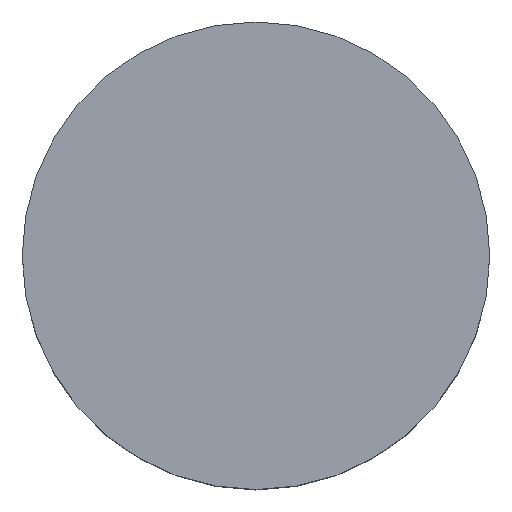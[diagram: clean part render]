
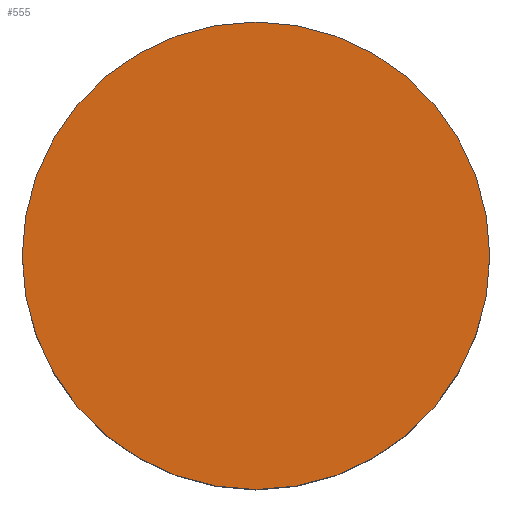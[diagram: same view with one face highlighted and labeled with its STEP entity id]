
A CAD part, top view. The second image highlights one B-rep face of the part: STEP entity #555.
In plain terms, the highlighted planar face has unit normal (0, 0, 1).
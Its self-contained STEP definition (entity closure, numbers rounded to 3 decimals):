
#216=CARTESIAN_POINT('',(0.,0.,42.));
#217=DIRECTION('',(0.,0.,1.));
#218=DIRECTION('',(1.,0.,0.));
#219=AXIS2_PLACEMENT_3D('',#216,#217,#218);
#221=CARTESIAN_POINT('',(0.,0.,42.));
#222=DIRECTION('',(0.,0.,1.));
#223=DIRECTION('',(-1.,0.,0.));
#224=AXIS2_PLACEMENT_3D('',#221,#222,#223);
#276=CARTESIAN_POINT('',(6.,0.,42.));
#277=CARTESIAN_POINT('',(-6.,0.,42.));
#278=VERTEX_POINT('',#276);
#279=VERTEX_POINT('',#277);
#544=CARTESIAN_POINT('',(0.,0.,42.));
#545=DIRECTION('',(0.,0.,1.));
#546=DIRECTION('',(1.,0.,0.));
#547=AXIS2_PLACEMENT_3D('',#544,#545,#546);
#548=PLANE('',#547);
#550=ORIENTED_EDGE('',*,*,#549,.F.);
#552=ORIENTED_EDGE('',*,*,#551,.F.);
#553=EDGE_LOOP('',(#550,#552));
#554=FACE_OUTER_BOUND('',#553,.F.);
#555=ADVANCED_FACE('',(#554),#548,.T.);
#220=CIRCLE('',#219,6.);
#225=CIRCLE('',#224,6.);
#549=EDGE_CURVE('',#278,#279,#220,.T.);
#551=EDGE_CURVE('',#279,#278,#225,.T.);
